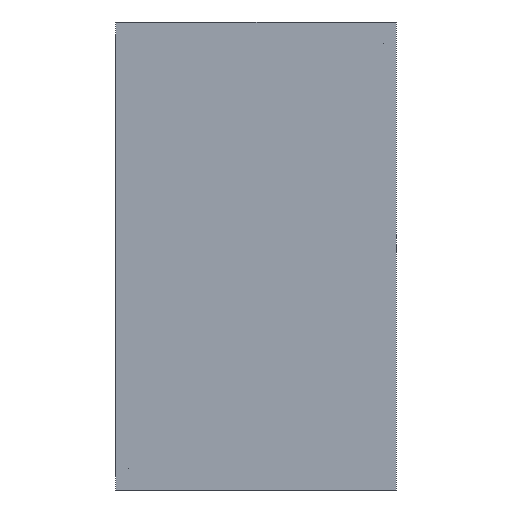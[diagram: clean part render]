
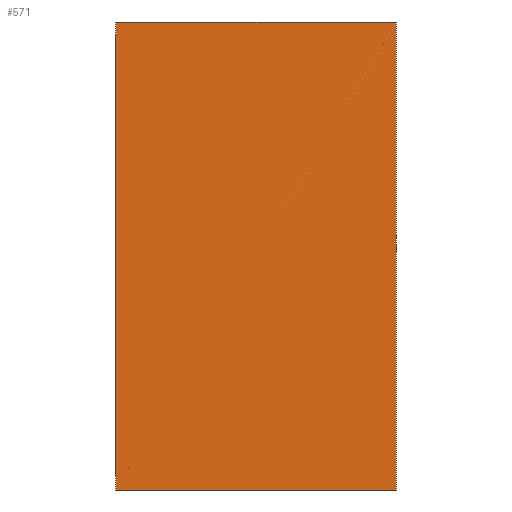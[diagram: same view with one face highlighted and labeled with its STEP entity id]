
A CAD part, left-side view. The second image highlights one B-rep face of the part: STEP entity #571.
In plain terms, the highlighted planar face has unit normal (-1, 0, 0).
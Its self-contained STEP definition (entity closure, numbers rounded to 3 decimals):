
#31=FACE_OUTER_BOUND('',#63,.T.);
#63=EDGE_LOOP('',(#405,#406,#407,#408));
#100=LINE('',#809,#172);
#106=LINE('',#820,#178);
#115=LINE('',#837,#187);
#116=LINE('',#839,#188);
#172=VECTOR('',#665,0.5);
#178=VECTOR('',#675,0.3);
#187=VECTOR('',#690,0.5);
#188=VECTOR('',#693,0.3);
#239=VERTEX_POINT('',#807);
#240=VERTEX_POINT('',#808);
#243=VERTEX_POINT('',#819);
#248=VERTEX_POINT('',#835);
#292=EDGE_CURVE('',#239,#240,#100,.T.);
#298=EDGE_CURVE('',#243,#239,#106,.T.);
#307=EDGE_CURVE('',#243,#248,#115,.T.);
#308=EDGE_CURVE('',#240,#248,#116,.T.);
#405=ORIENTED_EDGE('',*,*,#307,.T.);
#406=ORIENTED_EDGE('',*,*,#308,.F.);
#407=ORIENTED_EDGE('',*,*,#292,.F.);
#408=ORIENTED_EDGE('',*,*,#298,.F.);
#503=PLANE('',#608);
#571=ADVANCED_FACE('',(#31),#503,.T.);
#608=AXIS2_PLACEMENT_3D('',#838,#691,#692);
#665=DIRECTION('',(0.,0.,1.));
#675=DIRECTION('',(0.,1.,0.));
#690=DIRECTION('',(0.,0.,1.));
#691=DIRECTION('center_axis',(-1.,0.,0.));
#692=DIRECTION('ref_axis',(0.,-1.,0.));
#693=DIRECTION('',(0.,-1.,0.));
#807=CARTESIAN_POINT('',(-0.014,0.286,-0.014));
#808=CARTESIAN_POINT('',(-0.014,0.286,0.486));
#809=CARTESIAN_POINT('',(-0.014,0.286,0.472));
#819=CARTESIAN_POINT('',(-0.014,-0.014,-0.014));
#820=CARTESIAN_POINT('',(-0.014,0.,-0.014));
#835=CARTESIAN_POINT('',(-0.014,-0.014,0.486));
#837=CARTESIAN_POINT('',(-0.014,-0.014,0.472));
#838=CARTESIAN_POINT('Origin',(-0.014,0.,0.472));
#839=CARTESIAN_POINT('',(-0.014,0.286,0.486));
